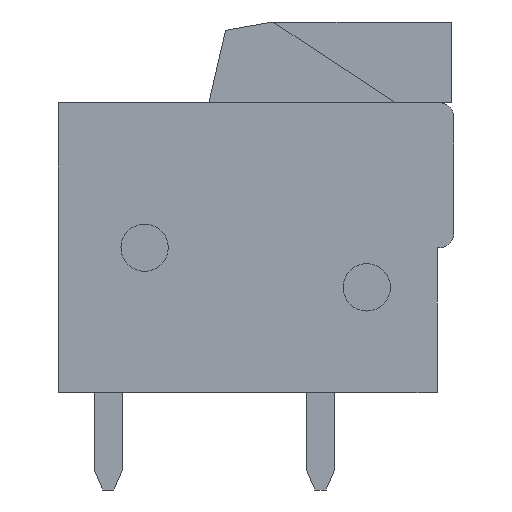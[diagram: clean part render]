
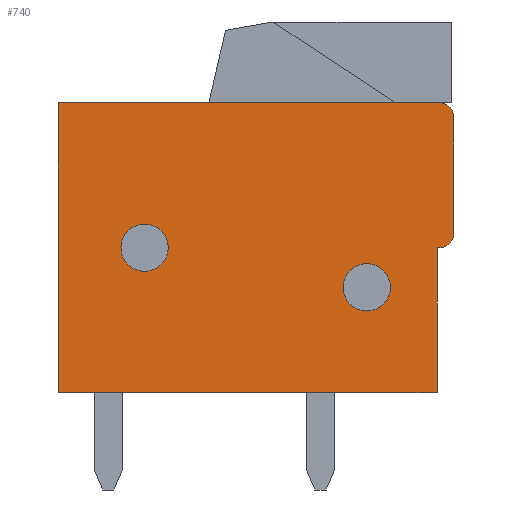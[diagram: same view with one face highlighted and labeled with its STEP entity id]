
A CAD part, left-side view. The second image highlights one B-rep face of the part: STEP entity #740.
In plain terms, the highlighted planar face has unit normal (-1, 0, 0).
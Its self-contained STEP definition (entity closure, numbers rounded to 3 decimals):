
#740 = ADVANCED_FACE( '', ( #1383, #1384, #1385 ), #1386, .T. );
#1383 = FACE_BOUND( '', #2021, .T. );
#1384 = FACE_OUTER_BOUND( '', #2022, .T. );
#1385 = FACE_BOUND( '', #2023, .T. );
#1386 = PLANE( '', #2024 );
#2021 = EDGE_LOOP( '', ( #3384 ) );
#2022 = EDGE_LOOP( '', ( #3385, #3386, #3387, #3388, #3389, #3390, #3391, #3392 ) );
#2023 = EDGE_LOOP( '', ( #3393 ) );
#2024 = AXIS2_PLACEMENT_3D( '', #3394, #3395, #3396 );
#3384 = ORIENTED_EDGE( '', *, *, #4281, .T. );
#3385 = ORIENTED_EDGE( '', *, *, #4611, .T. );
#3386 = ORIENTED_EDGE( '', *, *, #4456, .T. );
#3387 = ORIENTED_EDGE( '', *, *, #4239, .T. );
#3388 = ORIENTED_EDGE( '', *, *, #4217, .T. );
#3389 = ORIENTED_EDGE( '', *, *, #4612, .T. );
#3390 = ORIENTED_EDGE( '', *, *, #4613, .T. );
#3391 = ORIENTED_EDGE( '', *, *, #4614, .T. );
#3392 = ORIENTED_EDGE( '', *, *, #4433, .T. );
#3393 = ORIENTED_EDGE( '', *, *, #4615, .T. );
#3394 = CARTESIAN_POINT( '', ( -2.5, 0., 0. ) );
#3395 = DIRECTION( '', ( -1., 0., 0. ) );
#3396 = DIRECTION( '', ( 0., 0., 1. ) );
#4217 = EDGE_CURVE( '', #5044, #5042, #5045, .T. );
#4239 = EDGE_CURVE( '', #5075, #5044, #5076, .T. );
#4281 = EDGE_CURVE( '', #5148, #5148, #5149, .T. );
#4433 = EDGE_CURVE( '', #5390, #5391, #5392, .T. );
#4456 = EDGE_CURVE( '', #5424, #5075, #5425, .T. );
#4611 = EDGE_CURVE( '', #5391, #5424, #5628, .T. );
#4612 = EDGE_CURVE( '', #5042, #5629, #5630, .T. );
#4613 = EDGE_CURVE( '', #5629, #5631, #5632, .T. );
#4614 = EDGE_CURVE( '', #5631, #5390, #5633, .T. );
#4615 = EDGE_CURVE( '', #5634, #5634, #5635, .T. );
#5042 = VERTEX_POINT( '', #6198 );
#5044 = VERTEX_POINT( '', #6201 );
#5045 = CIRCLE( '', #6202, 0.5 );
#5075 = VERTEX_POINT( '', #6247 );
#5076 = LINE( '', #6248, #6249 );
#5148 = VERTEX_POINT( '', #6349 );
#5149 = CIRCLE( '', #6350, 0.85 );
#5390 = VERTEX_POINT( '', #6695 );
#5391 = VERTEX_POINT( '', #6696 );
#5392 = LINE( '', #6697, #6698 );
#5424 = VERTEX_POINT( '', #6745 );
#5425 = CIRCLE( '', #6746, 0.5 );
#5628 = LINE( '', #7046, #7047 );
#5629 = VERTEX_POINT( '', #7048 );
#5630 = LINE( '', #7049, #7050 );
#5631 = VERTEX_POINT( '', #7051 );
#5632 = LINE( '', #7052, #7053 );
#5633 = LINE( '', #7054, #7055 );
#5634 = VERTEX_POINT( '', #7056 );
#5635 = CIRCLE( '', #7057, 0.85 );
#6198 = CARTESIAN_POINT( '', ( -2.5, -6.6, 5.2 ) );
#6201 = CARTESIAN_POINT( '', ( -2.5, -7.1, 4.7 ) );
#6202 = AXIS2_PLACEMENT_3D( '', #7442, #7443, #7444 );
#6247 = CARTESIAN_POINT( '', ( -2.5, -7.1, 0.5 ) );
#6248 = CARTESIAN_POINT( '', ( -2.5, -7.1, 0. ) );
#6249 = VECTOR( '', #7460, 1000. );
#6349 = CARTESIAN_POINT( '', ( -2.5, 3.15, 0. ) );
#6350 = AXIS2_PLACEMENT_3D( '', #7507, #7508, #7509 );
#6695 = CARTESIAN_POINT( '', ( -2.5, -6.5, -5.2 ) );
#6696 = CARTESIAN_POINT( '', ( -2.5, -6.5, 0. ) );
#6697 = CARTESIAN_POINT( '', ( -2.5, -6.5, -5.2 ) );
#6698 = VECTOR( '', #7659, 1000. );
#6745 = CARTESIAN_POINT( '', ( -2.5, -6.6, 0. ) );
#6746 = AXIS2_PLACEMENT_3D( '', #7678, #7679, #7680 );
#7046 = CARTESIAN_POINT( '', ( -2.5, -6.5, 0. ) );
#7047 = VECTOR( '', #7817, 1000. );
#7048 = CARTESIAN_POINT( '', ( -2.5, 7.1, 5.2 ) );
#7049 = CARTESIAN_POINT( '', ( -2.5, -7.1, 5.2 ) );
#7050 = VECTOR( '', #7818, 1000. );
#7051 = CARTESIAN_POINT( '', ( -2.5, 7.1, -5.2 ) );
#7052 = CARTESIAN_POINT( '', ( -2.5, 7.1, 5.2 ) );
#7053 = VECTOR( '', #7819, 1000. );
#7054 = CARTESIAN_POINT( '', ( -2.5, 7.1, -5.2 ) );
#7055 = VECTOR( '', #7820, 1000. );
#7056 = CARTESIAN_POINT( '', ( -2.5, -4.825, -1.425 ) );
#7057 = AXIS2_PLACEMENT_3D( '', #7821, #7822, #7823 );
#7442 = CARTESIAN_POINT( '', ( -2.5, -6.6, 4.7 ) );
#7443 = DIRECTION( '', ( -1., 0., 0. ) );
#7444 = DIRECTION( '', ( 0., 0., 1. ) );
#7460 = DIRECTION( '', ( 0., 0., 1. ) );
#7507 = CARTESIAN_POINT( '', ( -2.5, 4., 0. ) );
#7508 = DIRECTION( '', ( 1., 0., 0. ) );
#7509 = DIRECTION( '', ( 0., -1., 0. ) );
#7659 = DIRECTION( '', ( 0., 0., 1. ) );
#7678 = CARTESIAN_POINT( '', ( -2.5, -6.6, 0.5 ) );
#7679 = DIRECTION( '', ( -1., 0., 0. ) );
#7680 = DIRECTION( '', ( 0., 0., 1. ) );
#7817 = DIRECTION( '', ( 0., -1., 0. ) );
#7818 = DIRECTION( '', ( 0., 1., 0. ) );
#7819 = DIRECTION( '', ( 0., 0., -1. ) );
#7820 = DIRECTION( '', ( 0., -1., 0. ) );
#7821 = CARTESIAN_POINT( '', ( -2.5, -3.975, -1.425 ) );
#7822 = DIRECTION( '', ( 1., 0., 0. ) );
#7823 = DIRECTION( '', ( 0., -1., 0. ) );
